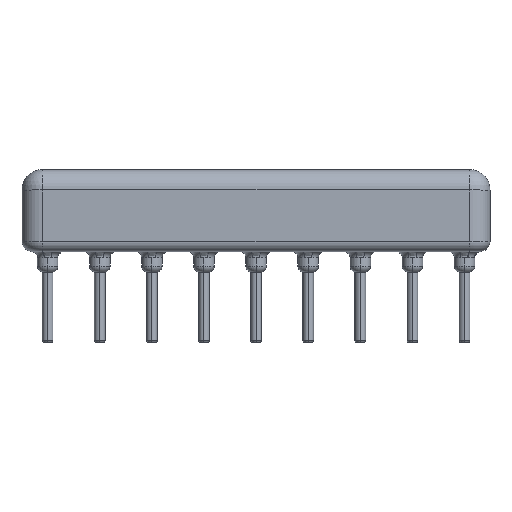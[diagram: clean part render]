
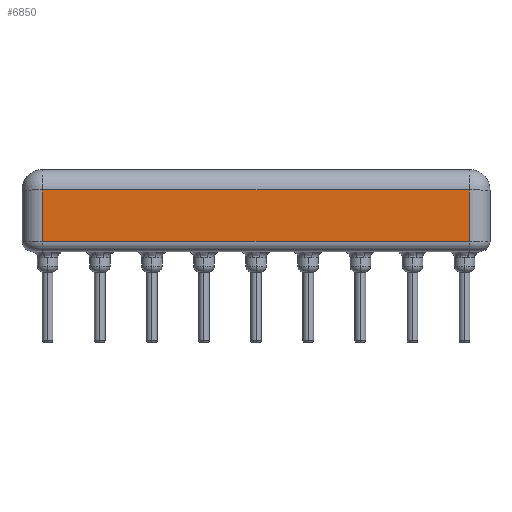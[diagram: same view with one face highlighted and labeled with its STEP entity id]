
A CAD part, top view. The second image highlights one B-rep face of the part: STEP entity #6850.
In plain terms, the highlighted planar face has unit normal (0, 0, 1).
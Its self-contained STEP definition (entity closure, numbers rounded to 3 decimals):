
#76 = VERTEX_POINT ( 'NONE', #4362 ) ;
#87 = VERTEX_POINT ( 'NONE', #4373 ) ;
#133 = VERTEX_POINT ( 'NONE', #4418 ) ;
#198 = VECTOR ( 'NONE', #3357, 1000. ) ;
#248 = FACE_OUTER_BOUND ( 'NONE', #4557, .T. ) ;
#249 = VECTOR ( 'NONE', #5338, 1000. ) ;
#661 = EDGE_CURVE ( 'NONE', #133, #6188, #4470, .T. ) ;
#692 = EDGE_CURVE ( 'NONE', #76, #87, #4834, .T. ) ;
#3136 = VECTOR ( 'NONE', #4472, 1000. ) ;
#3355 = LINE ( 'NONE', #3356, #198 ) ;
#3356 = CARTESIAN_POINT ( 'NONE',  ( -0.25, 8.43, 1.25 ) ) ;
#3357 = DIRECTION ( 'NONE',  ( 0., -1., 0. ) ) ;
#4071 = ORIENTED_EDGE ( 'NONE', *, *, #692, .T. ) ;
#4072 = ORIENTED_EDGE ( 'NONE', *, *, #5997, .T. ) ;
#4073 = ORIENTED_EDGE ( 'NONE', *, *, #661, .T. ) ;
#4074 = ORIENTED_EDGE ( 'NONE', *, *, #6731, .T. ) ;
#4362 = CARTESIAN_POINT ( 'NONE',  ( 20.56, 7.43, 1.25 ) ) ;
#4373 = CARTESIAN_POINT ( 'NONE',  ( -0.25, 7.43, 1.25 ) ) ;
#4418 = CARTESIAN_POINT ( 'NONE',  ( -0.25, 4.93, 1.25 ) ) ;
#4470 = LINE ( 'NONE', #4471, #3136 ) ;
#4471 = CARTESIAN_POINT ( 'NONE',  ( -1.25, 4.93, 1.25 ) ) ;
#4472 = DIRECTION ( 'NONE',  ( 1., 0., 0. ) ) ;
#4557 = EDGE_LOOP ( 'NONE', ( #4072, #4073, #4074, #4071 ) ) ;
#4834 = LINE ( 'NONE', #4835, #6495 ) ;
#4835 = CARTESIAN_POINT ( 'NONE',  ( -1.25, 7.43, 1.25 ) ) ;
#4836 = DIRECTION ( 'NONE',  ( -1., 0., 0. ) ) ;
#5267 = CARTESIAN_POINT ( 'NONE',  ( 20.56, 4.93, 1.25 ) ) ;
#5331 = LINE ( 'NONE', #5337, #249 ) ;
#5337 = CARTESIAN_POINT ( 'NONE',  ( 20.56, 8.43, 1.25 ) ) ;
#5338 = DIRECTION ( 'NONE',  ( 0., 1., 0. ) ) ;
#5357 = PLANE ( 'NONE',  #7466 ) ;
#5358 = CARTESIAN_POINT ( 'NONE',  ( -1.25, 8.43, 1.25 ) ) ;
#5359 = DIRECTION ( 'NONE',  ( 0., 0., -1. ) ) ;
#5360 = DIRECTION ( 'NONE',  ( -1., 0., 0. ) ) ;
#5997 = EDGE_CURVE ( 'NONE', #87, #133, #3355, .T. ) ;
#6188 = VERTEX_POINT ( 'NONE', #5267 ) ;
#6495 = VECTOR ( 'NONE', #4836, 1000. ) ;
#6731 = EDGE_CURVE ( 'NONE', #6188, #76, #5331, .T. ) ;
#6850 = ADVANCED_FACE ( 'NONE', ( #248 ), #5357, .F. ) ;
#7466 = AXIS2_PLACEMENT_3D ( 'NONE', #5358, #5359, #5360 ) ;
